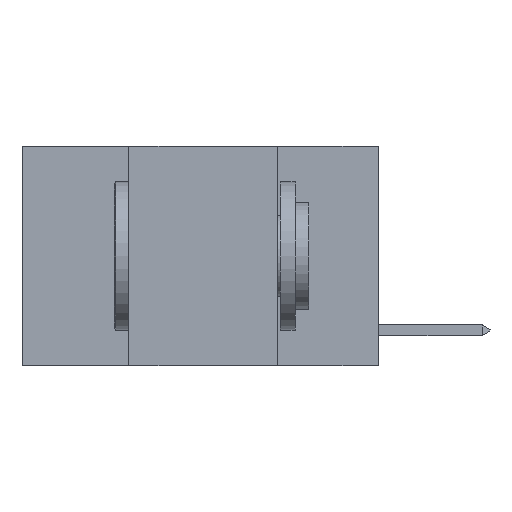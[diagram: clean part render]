
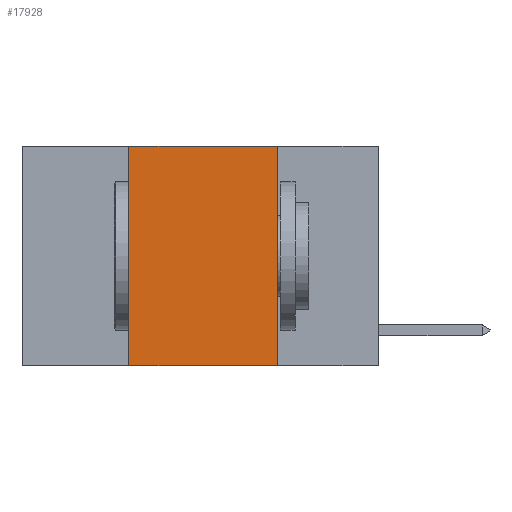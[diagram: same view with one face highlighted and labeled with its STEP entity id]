
A CAD part, left-side view. The second image highlights one B-rep face of the part: STEP entity #17928.
In plain terms, the highlighted planar face has unit normal (-1, 0, 0).
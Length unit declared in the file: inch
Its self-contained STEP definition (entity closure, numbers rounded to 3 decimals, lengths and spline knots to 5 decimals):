
#324 = VECTOR ( 'NONE', #22092, 39.37008 ) ;
#997 = CARTESIAN_POINT ( 'NONE',  ( 0., 0.6, 0. ) ) ;
#1217 = CARTESIAN_POINT ( 'NONE',  ( 0., 0.42, -0.37 ) ) ;
#1848 = VERTEX_POINT ( 'NONE', #1217 ) ;
#3222 = DIRECTION ( 'NONE',  ( 0., 0., -1. ) ) ;
#3293 = ORIENTED_EDGE ( 'NONE', *, *, #21816, .F. ) ;
#3317 = AXIS2_PLACEMENT_3D ( 'NONE', #11414, #8249, #3222 ) ;
#4824 = FACE_OUTER_BOUND ( 'NONE', #17677, .T. ) ;
#7083 = DIRECTION ( 'NONE',  ( 0., 0., 1. ) ) ;
#7623 = LINE ( 'NONE', #997, #324 ) ;
#7876 = CARTESIAN_POINT ( 'NONE',  ( 0., 0.17, 0. ) ) ;
#8050 = VERTEX_POINT ( 'NONE', #15877 ) ;
#8249 = DIRECTION ( 'NONE',  ( 1., 0., 0. ) ) ;
#9788 = EDGE_CURVE ( 'NONE', #1848, #10258, #10611, .T. ) ;
#10166 = PLANE ( 'NONE',  #3317 ) ;
#10258 = VERTEX_POINT ( 'NONE', #17432 ) ;
#10499 = CARTESIAN_POINT ( 'NONE',  ( 0., 0.42, 0. ) ) ;
#10611 = LINE ( 'NONE', #10499, #18473 ) ;
#10864 = ORIENTED_EDGE ( 'NONE', *, *, #9788, .F. ) ;
#11337 = VERTEX_POINT ( 'NONE', #20316 ) ;
#11414 = CARTESIAN_POINT ( 'NONE',  ( 0., 0.6, 0. ) ) ;
#11637 = CARTESIAN_POINT ( 'NONE',  ( 0., 0.6, -0.37 ) ) ;
#11741 = EDGE_CURVE ( 'NONE', #10258, #8050, #7623, .T. ) ;
#11989 = VECTOR ( 'NONE', #18617, 39.37008 ) ;
#14475 = LINE ( 'NONE', #7876, #15451 ) ;
#14578 = ORIENTED_EDGE ( 'NONE', *, *, #16704, .T. ) ;
#15451 = VECTOR ( 'NONE', #20066, 39.37008 ) ;
#15877 = CARTESIAN_POINT ( 'NONE',  ( 0., 0.17, 0. ) ) ;
#16704 = EDGE_CURVE ( 'NONE', #1848, #11337, #20195, .T. ) ;
#17432 = CARTESIAN_POINT ( 'NONE',  ( 0., 0.42, 0. ) ) ;
#17677 = EDGE_LOOP ( 'NONE', ( #3293, #19778, #10864, #14578 ) ) ;
#17928 = ADVANCED_FACE ( 'NONE', ( #4824 ), #10166, .F. ) ;
#18473 = VECTOR ( 'NONE', #7083, 39.37008 ) ;
#18617 = DIRECTION ( 'NONE',  ( 0., -1., 0. ) ) ;
#19778 = ORIENTED_EDGE ( 'NONE', *, *, #11741, .F. ) ;
#20066 = DIRECTION ( 'NONE',  ( 0., 0., -1. ) ) ;
#20195 = LINE ( 'NONE', #11637, #11989 ) ;
#20316 = CARTESIAN_POINT ( 'NONE',  ( 0., 0.17, -0.37 ) ) ;
#21816 = EDGE_CURVE ( 'NONE', #8050, #11337, #14475, .T. ) ;
#22092 = DIRECTION ( 'NONE',  ( 0., -1., 0. ) ) ;
